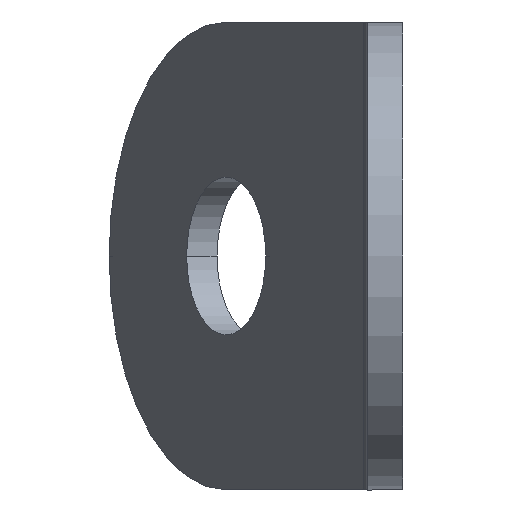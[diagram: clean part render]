
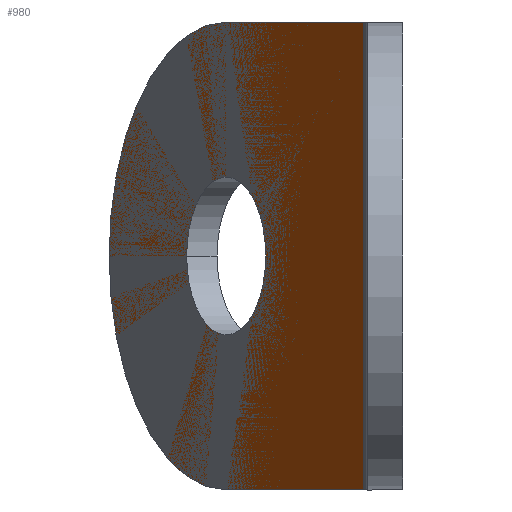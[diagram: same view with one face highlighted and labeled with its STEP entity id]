
A CAD part, left-side view. The second image highlights one B-rep face of the part: STEP entity #980.
In plain terms, the highlighted planar face has unit normal (-0.5, 0.866, 0).
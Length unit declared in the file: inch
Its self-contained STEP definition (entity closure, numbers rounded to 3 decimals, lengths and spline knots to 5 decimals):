
#6 = CIRCLE ( 'NONE', #674, 0.7874 ) ;
#35 = CARTESIAN_POINT ( 'NONE',  ( -0.05906, 0.10229, 0. ) ) ;
#52 = CIRCLE ( 'NONE', #487, 0.26575 ) ;
#54 = CARTESIAN_POINT ( 'NONE',  ( -0.97111, -0.42429, 0. ) ) ;
#57 = DIRECTION ( 'NONE',  ( 0.5, -0.866, 0. ) ) ;
#94 = CARTESIAN_POINT ( 'NONE',  ( -0.74096, -0.29141, 0.7874 ) ) ;
#109 = CARTESIAN_POINT ( 'NONE',  ( -0.51082, -0.15854, 0. ) ) ;
#112 = ORIENTED_EDGE ( 'NONE', *, *, #398, .T. ) ;
#124 = ORIENTED_EDGE ( 'NONE', *, *, #879, .F. ) ;
#153 = EDGE_CURVE ( 'NONE', #673, #313, #6, .T. ) ;
#163 = DIRECTION ( 'NONE',  ( 0.866, 0.5, 0. ) ) ;
#196 = EDGE_LOOP ( 'NONE', ( #1138, #124 ) ) ;
#220 = DIRECTION ( 'NONE',  ( -0.5, 0.866, 0. ) ) ;
#258 = VERTEX_POINT ( 'NONE', #109 ) ;
#284 = CARTESIAN_POINT ( 'NONE',  ( -1.53854, -0.75189, 0.7874 ) ) ;
#313 = VERTEX_POINT ( 'NONE', #35 ) ;
#355 = CARTESIAN_POINT ( 'NONE',  ( -1.53854, -0.75189, 0.7874 ) ) ;
#375 = ORIENTED_EDGE ( 'NONE', *, *, #433, .F. ) ;
#381 = CARTESIAN_POINT ( 'NONE',  ( -0.74096, -0.29141, -0.7874 ) ) ;
#398 = EDGE_CURVE ( 'NONE', #985, #711, #619, .T. ) ;
#401 = DIRECTION ( 'NONE',  ( 0.5, -0.866, 0. ) ) ;
#412 = DIRECTION ( 'NONE',  ( 0.5, -0.866, 0. ) ) ;
#423 = CIRCLE ( 'NONE', #1087, 0.7874 ) ;
#433 = EDGE_CURVE ( 'NONE', #313, #483, #423, .T. ) ;
#450 = CARTESIAN_POINT ( 'NONE',  ( -1.53854, -0.75189, -0.7874 ) ) ;
#453 = LINE ( 'NONE', #450, #480 ) ;
#480 = VECTOR ( 'NONE', #1128, 39.37008 ) ;
#483 = VERTEX_POINT ( 'NONE', #94 ) ;
#487 = AXIS2_PLACEMENT_3D ( 'NONE', #867, #220, #890 ) ;
#530 = DIRECTION ( 'NONE',  ( 0.866, 0.5, 0. ) ) ;
#561 = EDGE_CURVE ( 'NONE', #1073, #258, #52, .T. ) ;
#607 = DIRECTION ( 'NONE',  ( -0.5, 0.866, 0. ) ) ;
#619 = LINE ( 'NONE', #284, #780 ) ;
#635 = CARTESIAN_POINT ( 'NONE',  ( -1.53854, -0.75189, -0.7874 ) ) ;
#665 = DIRECTION ( 'NONE',  ( 0.866, 0.5, 0. ) ) ;
#673 = VERTEX_POINT ( 'NONE', #381 ) ;
#674 = AXIS2_PLACEMENT_3D ( 'NONE', #1047, #412, #163 ) ;
#702 = ORIENTED_EDGE ( 'NONE', *, *, #1186, .F. ) ;
#711 = VERTEX_POINT ( 'NONE', #355 ) ;
#719 = DIRECTION ( 'NONE',  ( 0.866, 0.5, 0. ) ) ;
#736 = VECTOR ( 'NONE', #530, 39.37008 ) ;
#756 = FACE_BOUND ( 'NONE', #196, .T. ) ;
#780 = VECTOR ( 'NONE', #961, 39.37008 ) ;
#795 = DIRECTION ( 'NONE',  ( -0.866, -0.5, 0. ) ) ;
#847 = CIRCLE ( 'NONE', #1095, 0.26575 ) ;
#867 = CARTESIAN_POINT ( 'NONE',  ( -0.74096, -0.29141, 0. ) ) ;
#879 = EDGE_CURVE ( 'NONE', #258, #1073, #847, .T. ) ;
#890 = DIRECTION ( 'NONE',  ( -0.866, -0.5, 0. ) ) ;
#892 = CARTESIAN_POINT ( 'NONE',  ( -0.74096, -0.29141, 0. ) ) ;
#912 = ORIENTED_EDGE ( 'NONE', *, *, #153, .F. ) ;
#932 = EDGE_CURVE ( 'NONE', #711, #483, #972, .T. ) ;
#961 = DIRECTION ( 'NONE',  ( 0., 0., 1. ) ) ;
#972 = LINE ( 'NONE', #1101, #736 ) ;
#980 = ADVANCED_FACE ( 'NONE', ( #1094, #756 ), #1025, .F. ) ;
#985 = VERTEX_POINT ( 'NONE', #635 ) ;
#1025 = PLANE ( 'NONE',  #1205 ) ;
#1047 = CARTESIAN_POINT ( 'NONE',  ( -0.74096, -0.29141, 0. ) ) ;
#1073 = VERTEX_POINT ( 'NONE', #54 ) ;
#1087 = AXIS2_PLACEMENT_3D ( 'NONE', #1246, #401, #665 ) ;
#1094 = FACE_OUTER_BOUND ( 'NONE', #1239, .T. ) ;
#1095 = AXIS2_PLACEMENT_3D ( 'NONE', #892, #607, #795 ) ;
#1101 = CARTESIAN_POINT ( 'NONE',  ( -1.53854, -0.75189, 0.7874 ) ) ;
#1128 = DIRECTION ( 'NONE',  ( 0.866, 0.5, 0. ) ) ;
#1138 = ORIENTED_EDGE ( 'NONE', *, *, #561, .F. ) ;
#1157 = ORIENTED_EDGE ( 'NONE', *, *, #932, .T. ) ;
#1186 = EDGE_CURVE ( 'NONE', #985, #673, #453, .T. ) ;
#1196 = CARTESIAN_POINT ( 'NONE',  ( -1.61251, -0.7946, -0.86614 ) ) ;
#1205 = AXIS2_PLACEMENT_3D ( 'NONE', #1196, #57, #719 ) ;
#1239 = EDGE_LOOP ( 'NONE', ( #702, #112, #1157, #375, #912 ) ) ;
#1246 = CARTESIAN_POINT ( 'NONE',  ( -0.74096, -0.29141, 0. ) ) ;
